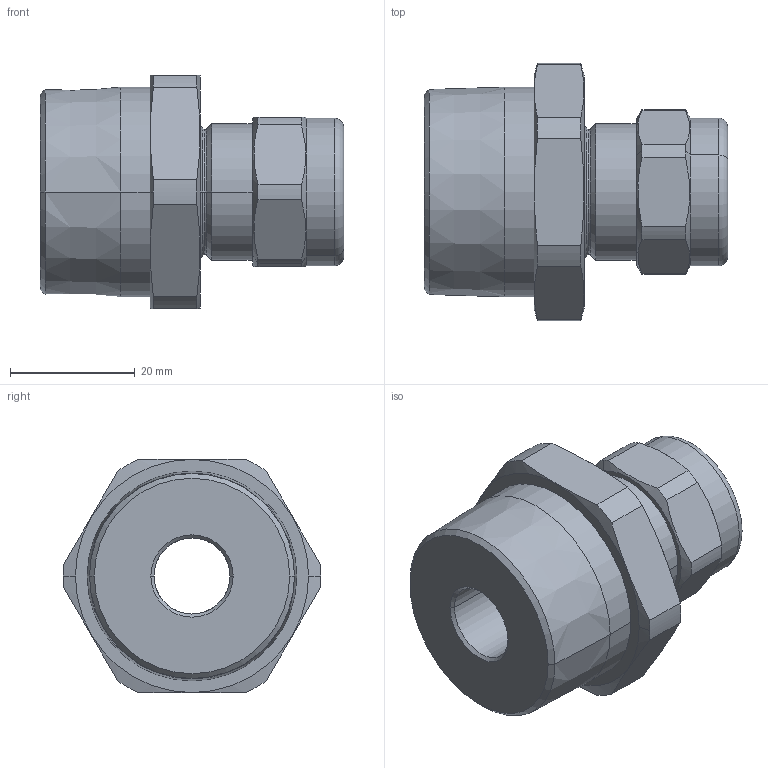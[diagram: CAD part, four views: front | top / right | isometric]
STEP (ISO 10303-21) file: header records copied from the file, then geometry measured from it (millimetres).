
FILE_DESCRIPTION (( 'STEP AP203' ), '1' );
FILE_NAME ('CG-100A046.STEP', '2020-07-09T08:47:45', ( '' ), ( '' ), 'SwSTEP 2.0', 'SolidWorks 2017', '' );
FILE_SCHEMA (( 'CONFIG_CONTROL_DESIGN' ));
Length unit declared in the file: millimetre
Products named in the file (1): CG-100A046
Bounding box: 48.7 x 41.25 x 37.5 mm (x, y, z)
Surface area: 8583.5 mm2 (no closed solid volume)
Topology: 0 solids, 3 shells, 80 faces, 192 edges, 118 vertices
Faces by surface type: cylinder 28, cone 24, plane 18, torus 10
Entity records: 2571 total; most frequent: CARTESIAN_POINT 599, DIRECTION 434, ORIENTED_EDGE 372, EDGE_CURVE 192, AXIS2_PLACEMENT_3D 185, VERTEX_POINT 118, CIRCLE 104, EDGE_LOOP 86
